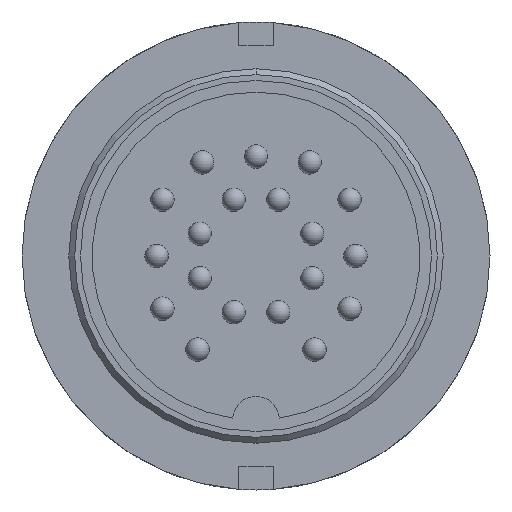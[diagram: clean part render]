
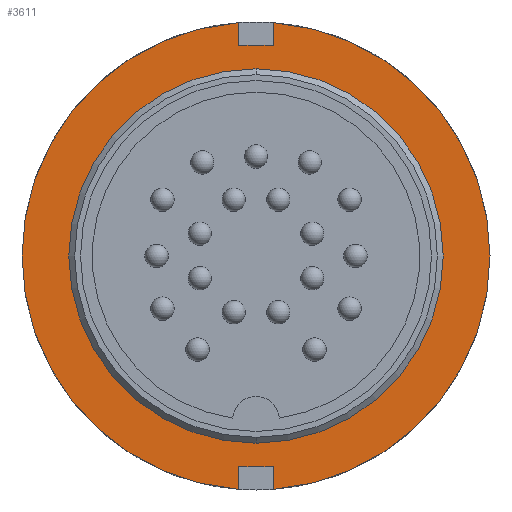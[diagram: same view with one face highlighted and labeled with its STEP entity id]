
A CAD part, front view. The second image highlights one B-rep face of the part: STEP entity #3611.
In plain terms, the highlighted planar face has unit normal (0, -1, 0).
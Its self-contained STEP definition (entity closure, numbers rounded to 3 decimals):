
#221=CARTESIAN_POINT('',(0.0,-8.5,8.0));
#222=VERTEX_POINT('',#221);
#238=CARTESIAN_POINT('',(0.,-8.5,-8.0));
#239=VERTEX_POINT('',#238);
#246=CARTESIAN_POINT('',(0.0,-8.5,0.));
#247=DIRECTION('',(0.0,1.0,0.0));
#248=DIRECTION('',(0.0,0.0,1.0));
#249=AXIS2_PLACEMENT_3D('',#246,#247,#248);
#250=CIRCLE('',#249,8.0);
#251=EDGE_CURVE('',#222,#239,#250,.T.);
#2822=CARTESIAN_POINT('',(0.75,-8.5,9.972));
#2823=VERTEX_POINT('',#2822);
#2830=CARTESIAN_POINT('',(0.75,-8.5,-9.972));
#2831=VERTEX_POINT('',#2830);
#2832=CARTESIAN_POINT('',(0.0,-8.5,0.));
#2833=DIRECTION('',(0.0,1.0,0.0));
#2834=DIRECTION('',(0.0,0.0,1.0));
#2835=AXIS2_PLACEMENT_3D('',#2832,#2833,#2834);
#2836=CIRCLE('',#2835,10.0);
#2837=EDGE_CURVE('',#2823,#2831,#2836,.T.);
#3460=CARTESIAN_POINT('',(0.75,-8.5,-8.989));
#3461=VERTEX_POINT('',#3460);
#3468=CARTESIAN_POINT('',(-0.75,-8.5,-8.989));
#3469=VERTEX_POINT('',#3468);
#3470=CARTESIAN_POINT('',(0.0,-8.5,0.0));
#3471=DIRECTION('',(0.0,-1.0,0.0));
#3472=DIRECTION('',(-0.083,0.0,0.997));
#3473=AXIS2_PLACEMENT_3D('',#3470,#3471,#3472);
#3474=CIRCLE('',#3473,9.02);
#3475=EDGE_CURVE('',#3469,#3461,#3474,.T.);
#3493=CARTESIAN_POINT('',(-0.75,-8.5,-9.972));
#3494=VERTEX_POINT('',#3493);
#3508=CARTESIAN_POINT('',(-0.75,-8.5,-9.972));
#3509=DIRECTION('',(0.0,0.0,1.0));
#3510=VECTOR('',#3509,0.983);
#3511=LINE('',#3508,#3510);
#3512=EDGE_CURVE('',#3494,#3469,#3511,.T.);
#3523=CARTESIAN_POINT('',(0.75,-8.5,-8.989));
#3524=DIRECTION('',(0.0,0.0,-1.0));
#3525=VECTOR('',#3524,0.983);
#3526=LINE('',#3523,#3525);
#3527=EDGE_CURVE('',#3461,#2831,#3526,.T.);
#3558=CARTESIAN_POINT('',(0.0,-8.5,9.495));
#3559=DIRECTION('',(0.0,-1.0,0.0));
#3560=DIRECTION('',(0.0,0.0,-1.0));
#3561=AXIS2_PLACEMENT_3D('',#3558,#3559,#3560);
#3562=PLANE('',#3561);
#3563=ORIENTED_EDGE('',*,*,#3512,.T.);
#3564=ORIENTED_EDGE('',*,*,#3475,.T.);
#3565=ORIENTED_EDGE('',*,*,#3527,.T.);
#3566=ORIENTED_EDGE('',*,*,#2837,.F.);
#3567=CARTESIAN_POINT('',(0.75,-8.5,8.989));
#3568=VERTEX_POINT('',#3567);
#3569=CARTESIAN_POINT('',(0.75,-8.5,9.972));
#3570=DIRECTION('',(0.0,0.0,-1.0));
#3571=VECTOR('',#3570,0.983);
#3572=LINE('',#3569,#3571);
#3573=EDGE_CURVE('',#2823,#3568,#3572,.T.);
#3574=ORIENTED_EDGE('',*,*,#3573,.T.);
#3575=CARTESIAN_POINT('',(-0.75,-8.5,8.989));
#3576=VERTEX_POINT('',#3575);
#3577=CARTESIAN_POINT('',(0.0,-8.5,0.0));
#3578=DIRECTION('',(0.0,-1.0,0.0));
#3579=DIRECTION('',(0.083,0.0,-0.997));
#3580=AXIS2_PLACEMENT_3D('',#3577,#3578,#3579);
#3581=CIRCLE('',#3580,9.02);
#3582=EDGE_CURVE('',#3568,#3576,#3581,.T.);
#3583=ORIENTED_EDGE('',*,*,#3582,.T.);
#3584=CARTESIAN_POINT('',(-0.75,-8.5,9.972));
#3585=VERTEX_POINT('',#3584);
#3586=CARTESIAN_POINT('',(-0.75,-8.5,8.989));
#3587=DIRECTION('',(0.0,0.0,1.0));
#3588=VECTOR('',#3587,0.983);
#3589=LINE('',#3586,#3588);
#3590=EDGE_CURVE('',#3576,#3585,#3589,.T.);
#3591=ORIENTED_EDGE('',*,*,#3590,.T.);
#3592=CARTESIAN_POINT('',(0.0,-8.5,0.));
#3593=DIRECTION('',(0.0,1.0,0.0));
#3594=DIRECTION('',(0.0,0.0,1.0));
#3595=AXIS2_PLACEMENT_3D('',#3592,#3593,#3594);
#3596=CIRCLE('',#3595,10.0);
#3597=EDGE_CURVE('',#3494,#3585,#3596,.T.);
#3598=ORIENTED_EDGE('',*,*,#3597,.F.);
#3599=EDGE_LOOP('',(#3563,#3564,#3565,#3566,#3574,#3583,#3591,#3598));
#3600=FACE_OUTER_BOUND('',#3599,.T.);
#3601=ORIENTED_EDGE('',*,*,#251,.T.);
#3602=CARTESIAN_POINT('',(0.0,-8.5,0.));
#3603=DIRECTION('',(0.0,1.0,0.0));
#3604=DIRECTION('',(0.0,0.0,1.0));
#3605=AXIS2_PLACEMENT_3D('',#3602,#3603,#3604);
#3606=CIRCLE('',#3605,8.0);
#3607=EDGE_CURVE('',#239,#222,#3606,.T.);
#3608=ORIENTED_EDGE('',*,*,#3607,.T.);
#3609=EDGE_LOOP('',(#3601,#3608));
#3610=FACE_BOUND('',#3609,.T.);
#3611=ADVANCED_FACE('',(#3600,#3610),#3562,.T.);
